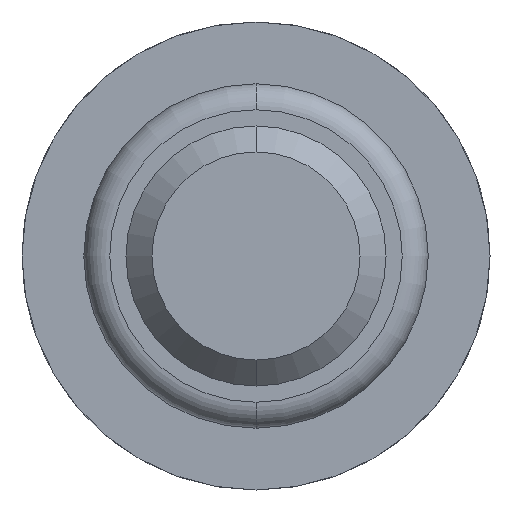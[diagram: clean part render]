
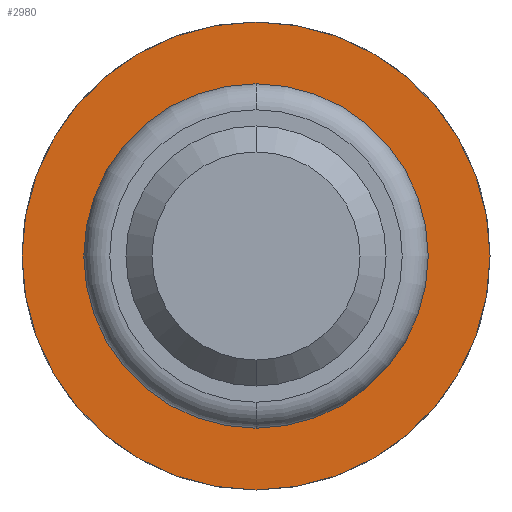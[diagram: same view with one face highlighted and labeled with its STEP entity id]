
A CAD part, front view. The second image highlights one B-rep face of the part: STEP entity #2980.
In plain terms, the highlighted planar face has unit normal (0, -1, 0).
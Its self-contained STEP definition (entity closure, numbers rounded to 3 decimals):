
#247 = CARTESIAN_POINT ( 'NONE',  ( 0., -1.8, 0. ) ) ;
#340 = EDGE_LOOP ( 'NONE', ( #4880, #3120 ) ) ;
#422 = DIRECTION ( 'NONE',  ( 0., 1., 0. ) ) ;
#495 = CIRCLE ( 'NONE', #2219, 1.325 ) ;
#498 = CARTESIAN_POINT ( 'NONE',  ( 1.8, -1.8, 0. ) ) ;
#629 = DIRECTION ( 'NONE',  ( 0., 1., 0. ) ) ;
#901 = VERTEX_POINT ( 'NONE', #4420 ) ;
#1223 = VERTEX_POINT ( 'NONE', #4184 ) ;
#1690 = AXIS2_PLACEMENT_3D ( 'NONE', #498, #2828, #3721 ) ;
#1928 = EDGE_CURVE ( 'Defeature ausgef�hrt6_13+Defeature ausgef�hrt6_14+Defeature ausgef�hrt6_14+Defeature ausgef�hrt6_14', #901, #2333, #2659, .T. ) ;
#2219 = AXIS2_PLACEMENT_3D ( 'NONE', #4545, #2909, #4900 ) ;
#2262 = DIRECTION ( 'NONE',  ( 0., 0., 1. ) ) ;
#2333 = VERTEX_POINT ( 'NONE', #2970 ) ;
#2463 = EDGE_CURVE ( 'Defeature ausgef�hrt6_12+Defeature ausgef�hrt6_13+Defeature ausgef�hrt6_13+Defeature ausgef�hrt6_13', #1223, #4858, #5246, .T. ) ;
#2588 = EDGE_LOOP ( 'NONE', ( #4286, #4216 ) ) ;
#2659 = CIRCLE ( 'NONE', #3663, 1.325 ) ;
#2755 = EDGE_CURVE ( 'Defeature ausgef�hrt6_12+Defeature ausgef�hrt6_13+Defeature ausgef�hrt6_13+Defeature ausgef�hrt6_13', #4858, #1223, #3906, .T. ) ;
#2828 = DIRECTION ( 'NONE',  ( 0., 1., 0. ) ) ;
#2909 = DIRECTION ( 'NONE',  ( 0., 1., 0. ) ) ;
#2941 = PLANE ( 'NONE',  #1690 ) ;
#2970 = CARTESIAN_POINT ( 'NONE',  ( 0., -1.8, 1.325 ) ) ;
#2980 = ADVANCED_FACE ( 'Defeature ausgef�hrt6_13', ( #4232, #3286 ), #2941, .F. ) ;
#3077 = AXIS2_PLACEMENT_3D ( 'NONE', #247, #629, #2262 ) ;
#3120 = ORIENTED_EDGE ( 'NONE', *, *, #1928, .T. ) ;
#3286 = FACE_BOUND ( 'NONE', #340, .T. ) ;
#3481 = CARTESIAN_POINT ( 'NONE',  ( 0., -1.8, 0. ) ) ;
#3663 = AXIS2_PLACEMENT_3D ( 'NONE', #4556, #422, #4963 ) ;
#3691 = AXIS2_PLACEMENT_3D ( 'NONE', #3481, #4318, #5091 ) ;
#3721 = DIRECTION ( 'NONE',  ( 0., 0., 1. ) ) ;
#3906 = CIRCLE ( 'NONE', #3077, 1.8 ) ;
#4184 = CARTESIAN_POINT ( 'NONE',  ( 0., -1.8, 1.8 ) ) ;
#4187 = EDGE_CURVE ( 'Defeature ausgef�hrt6_13+Defeature ausgef�hrt6_14+Defeature ausgef�hrt6_14+Defeature ausgef�hrt6_14', #2333, #901, #495, .T. ) ;
#4216 = ORIENTED_EDGE ( 'NONE', *, *, #2755, .F. ) ;
#4232 = FACE_OUTER_BOUND ( 'NONE', #2588, .T. ) ;
#4286 = ORIENTED_EDGE ( 'NONE', *, *, #2463, .F. ) ;
#4318 = DIRECTION ( 'NONE',  ( 0., 1., 0. ) ) ;
#4323 = CARTESIAN_POINT ( 'NONE',  ( 0., -1.8, -1.8 ) ) ;
#4420 = CARTESIAN_POINT ( 'NONE',  ( 0., -1.8, -1.325 ) ) ;
#4545 = CARTESIAN_POINT ( 'NONE',  ( 0., -1.8, 0. ) ) ;
#4556 = CARTESIAN_POINT ( 'NONE',  ( 0., -1.8, 0. ) ) ;
#4858 = VERTEX_POINT ( 'NONE', #4323 ) ;
#4880 = ORIENTED_EDGE ( 'NONE', *, *, #4187, .T. ) ;
#4900 = DIRECTION ( 'NONE',  ( 0., 0., 1. ) ) ;
#4963 = DIRECTION ( 'NONE',  ( 0., 0., 1. ) ) ;
#5091 = DIRECTION ( 'NONE',  ( 0., 0., 1. ) ) ;
#5246 = CIRCLE ( 'NONE', #3691, 1.8 ) ;
